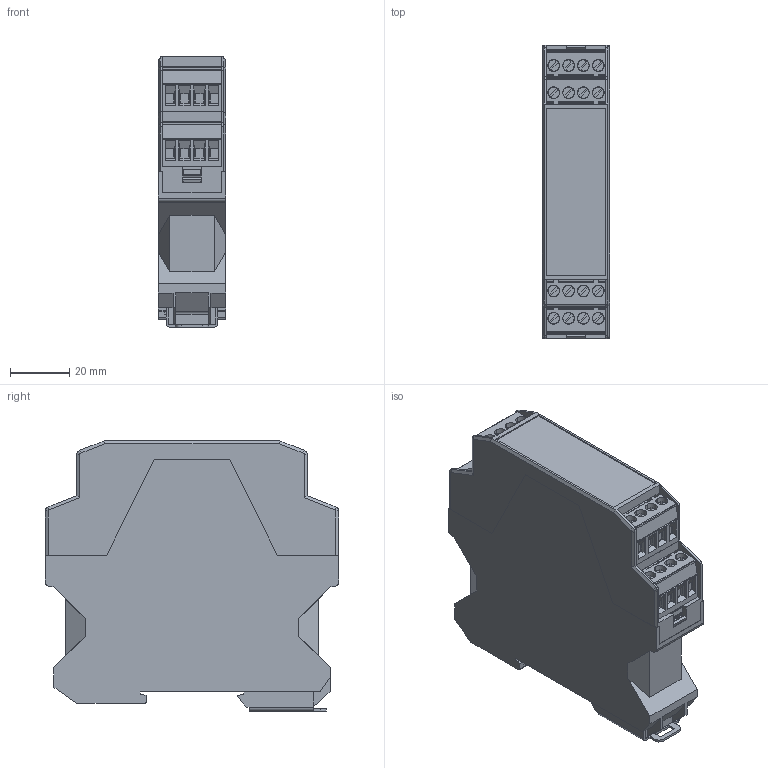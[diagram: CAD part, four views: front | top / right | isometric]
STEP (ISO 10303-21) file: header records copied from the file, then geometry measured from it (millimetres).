
FILE_DESCRIPTION((''),'2;1');
FILE_NAME('CAD-2245A_ASM','2022-03-16T08:59:15',('creinig-se'),(''),'CREO PARAMETRIC BY PTC INC, 2019292','CREO PARAMETRIC BY PTC INC, 2019292','');
FILE_SCHEMA(('CONFIG_CONTROL_DESIGN','SHAPE_APPEARANCE_LAYERS_GROUPS'));
Length unit declared in the file: millimetre
Products named in the file (5): DM_CAD-2245_924_1; DM_CAD-2245_927_1; CAD-2245A_AUFDRUCK; CAD-2245A_OH_LED; CAD-2245A_ASM
Assembly tree (7 placements, depth 2):
  CAD-2245A_ASM
    DM_CAD-2245_924_1
    DM_CAD-2245_927_1  x4
    CAD-2245A_AUFDRUCK
    CAD-2245A_OH_LED
Bounding box: 22.6 x 99 x 91.1 mm (x, y, z)
Volume: 59616.3 mm3; surface area: 55862.7 mm2
Topology: 7 solids, 7 shells, 1376 faces, 3619 edges, 2349 vertices
Faces by surface type: plane 1066, cylinder 302, cone 8
Entity records: 28051 total; most frequent: CARTESIAN_POINT 4003, ORIENTED_EDGE 3848, DIRECTION 3604, PRESENTATION_STYLE_ASSIGNMENT 1928, STYLED_ITEM 1928, CURVE_STYLE 1924, EDGE_CURVE 1924, VECTOR 1622
